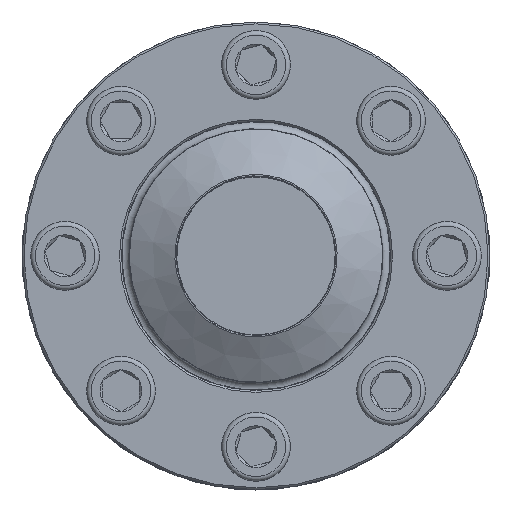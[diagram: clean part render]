
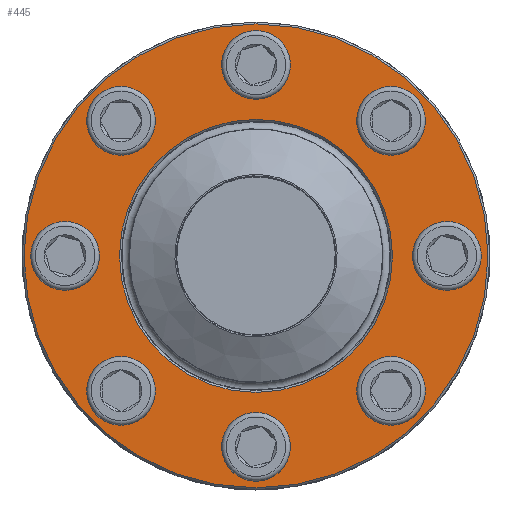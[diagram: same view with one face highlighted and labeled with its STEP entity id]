
A CAD part, top view. The second image highlights one B-rep face of the part: STEP entity #445.
In plain terms, the highlighted planar face has unit normal (0, 0, 1).
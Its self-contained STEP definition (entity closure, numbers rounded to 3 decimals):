
#415=PLANE('',#1659);
#445=ADVANCED_FACE('',(#578,#579,#580,#581,#582,#583,#584,#585,#586,#587),
#415,.T.);
#578=FACE_BOUND('',#735,.T.);
#579=FACE_BOUND('',#736,.T.);
#580=FACE_BOUND('',#737,.T.);
#581=FACE_BOUND('',#738,.T.);
#582=FACE_BOUND('',#739,.T.);
#583=FACE_BOUND('',#740,.T.);
#584=FACE_BOUND('',#741,.T.);
#585=FACE_BOUND('',#742,.T.);
#586=FACE_BOUND('',#743,.T.);
#587=FACE_BOUND('',#744,.T.);
#735=EDGE_LOOP('',(#925));
#736=EDGE_LOOP('',(#926));
#737=EDGE_LOOP('',(#927));
#738=EDGE_LOOP('',(#928));
#739=EDGE_LOOP('',(#929));
#740=EDGE_LOOP('',(#930));
#741=EDGE_LOOP('',(#931));
#742=EDGE_LOOP('',(#932));
#743=EDGE_LOOP('',(#933));
#744=EDGE_LOOP('',(#934));
#925=ORIENTED_EDGE('',*,*,#1377,.T.);
#926=ORIENTED_EDGE('',*,*,#1378,.T.);
#927=ORIENTED_EDGE('',*,*,#1379,.T.);
#928=ORIENTED_EDGE('',*,*,#1380,.T.);
#929=ORIENTED_EDGE('',*,*,#1381,.T.);
#930=ORIENTED_EDGE('',*,*,#1382,.T.);
#931=ORIENTED_EDGE('',*,*,#1383,.T.);
#932=ORIENTED_EDGE('',*,*,#1384,.T.);
#933=ORIENTED_EDGE('',*,*,#1385,.T.);
#934=ORIENTED_EDGE('',*,*,#1386,.T.);
#1251=VERTEX_POINT('',#2384);
#1252=VERTEX_POINT('',#2386);
#1253=VERTEX_POINT('',#2388);
#1254=VERTEX_POINT('',#2390);
#1255=VERTEX_POINT('',#2392);
#1256=VERTEX_POINT('',#2394);
#1257=VERTEX_POINT('',#2396);
#1258=VERTEX_POINT('',#2398);
#1259=VERTEX_POINT('',#2400);
#1260=VERTEX_POINT('',#2402);
#1377=EDGE_CURVE('',#1251,#1251,#1540,.T.);
#1378=EDGE_CURVE('',#1252,#1252,#1541,.T.);
#1379=EDGE_CURVE('',#1253,#1253,#1542,.T.);
#1380=EDGE_CURVE('',#1254,#1254,#1543,.T.);
#1381=EDGE_CURVE('',#1255,#1255,#1544,.T.);
#1382=EDGE_CURVE('',#1256,#1256,#1545,.T.);
#1383=EDGE_CURVE('',#1257,#1257,#1546,.T.);
#1384=EDGE_CURVE('',#1258,#1258,#1547,.T.);
#1385=EDGE_CURVE('',#1259,#1259,#1548,.T.);
#1386=EDGE_CURVE('',#1260,#1260,#1549,.T.);
#1540=CIRCLE('',#1649,13.5);
#1541=CIRCLE('',#1650,13.5);
#1542=CIRCLE('',#1651,13.5);
#1543=CIRCLE('',#1652,13.5);
#1544=CIRCLE('',#1653,13.5);
#1545=CIRCLE('',#1654,13.5);
#1546=CIRCLE('',#1655,13.5);
#1547=CIRCLE('',#1656,13.5);
#1548=CIRCLE('',#1657,121.5);
#1549=CIRCLE('',#1658,71.5);
#1649=AXIS2_PLACEMENT_3D('',#2383,#1891,#1892);
#1650=AXIS2_PLACEMENT_3D('',#2385,#1893,#1894);
#1651=AXIS2_PLACEMENT_3D('',#2387,#1895,#1896);
#1652=AXIS2_PLACEMENT_3D('',#2389,#1897,#1898);
#1653=AXIS2_PLACEMENT_3D('',#2391,#1899,#1900);
#1654=AXIS2_PLACEMENT_3D('',#2393,#1901,#1902);
#1655=AXIS2_PLACEMENT_3D('',#2395,#1903,#1904);
#1656=AXIS2_PLACEMENT_3D('',#2397,#1905,#1906);
#1657=AXIS2_PLACEMENT_3D('',#2399,#1907,#1908);
#1658=AXIS2_PLACEMENT_3D('',#2401,#1909,#1910);
#1659=AXIS2_PLACEMENT_3D('',#2403,#1911,#1912);
#1891=DIRECTION('',(0.,0.,-1.));
#1892=DIRECTION('',(1.,0.,0.));
#1893=DIRECTION('',(0.,0.,-1.));
#1894=DIRECTION('',(1.,0.,0.));
#1895=DIRECTION('',(0.,0.,-1.));
#1896=DIRECTION('',(1.,0.,0.));
#1897=DIRECTION('',(0.,0.,-1.));
#1898=DIRECTION('',(1.,0.,0.));
#1899=DIRECTION('',(0.,0.,-1.));
#1900=DIRECTION('',(1.,0.,0.));
#1901=DIRECTION('',(0.,0.,-1.));
#1902=DIRECTION('',(1.,0.,0.));
#1903=DIRECTION('',(0.,0.,-1.));
#1904=DIRECTION('',(1.,0.,0.));
#1905=DIRECTION('',(0.,0.,-1.));
#1906=DIRECTION('',(1.,0.,0.));
#1907=DIRECTION('',(0.,0.,1.));
#1908=DIRECTION('',(1.,0.,0.));
#1909=DIRECTION('',(0.,0.,-1.));
#1910=DIRECTION('',(1.,0.,0.));
#1911=DIRECTION('',(0.,0.,1.));
#1912=DIRECTION('',(1.,0.,0.));
#2383=CARTESIAN_POINT('',(-100.,0.,68.));
#2384=CARTESIAN_POINT('',(-86.5,0.,68.));
#2385=CARTESIAN_POINT('',(-70.711,70.711,68.));
#2386=CARTESIAN_POINT('',(-57.211,70.711,68.));
#2387=CARTESIAN_POINT('',(0.,100.,68.));
#2388=CARTESIAN_POINT('',(13.5,100.,68.));
#2389=CARTESIAN_POINT('',(70.711,70.711,68.));
#2390=CARTESIAN_POINT('',(84.211,70.711,68.));
#2391=CARTESIAN_POINT('',(100.,0.,68.));
#2392=CARTESIAN_POINT('',(113.5,0.,68.));
#2393=CARTESIAN_POINT('',(70.711,-70.711,68.));
#2394=CARTESIAN_POINT('',(84.211,-70.711,68.));
#2395=CARTESIAN_POINT('',(0.,-100.,68.));
#2396=CARTESIAN_POINT('',(13.5,-100.,68.));
#2397=CARTESIAN_POINT('',(-70.711,-70.711,68.));
#2398=CARTESIAN_POINT('',(-57.211,-70.711,68.));
#2399=CARTESIAN_POINT('',(0.,0.,68.));
#2400=CARTESIAN_POINT('',(121.5,0.,68.));
#2401=CARTESIAN_POINT('',(0.,0.,68.));
#2402=CARTESIAN_POINT('',(71.5,0.,68.));
#2403=CARTESIAN_POINT('',(0.,0.,68.));
